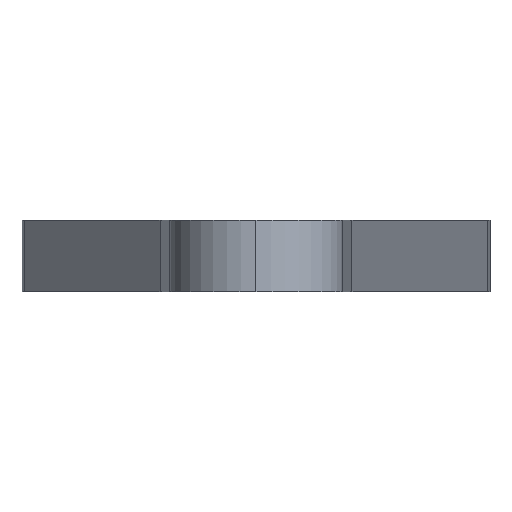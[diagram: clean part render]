
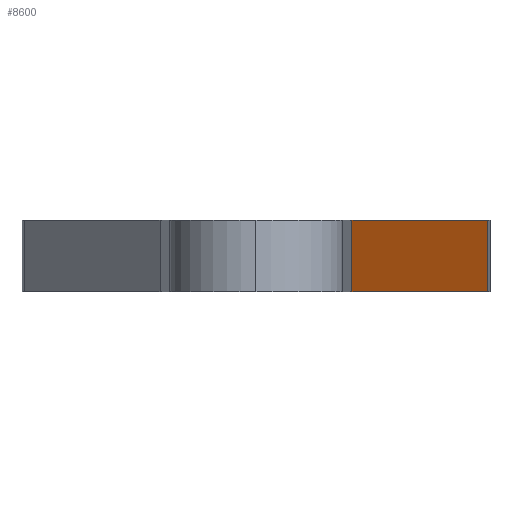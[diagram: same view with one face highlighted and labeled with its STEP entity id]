
A CAD part, left-side view. The second image highlights one B-rep face of the part: STEP entity #8600.
In plain terms, the highlighted planar face has unit normal (-0.14, -0.99, 0).
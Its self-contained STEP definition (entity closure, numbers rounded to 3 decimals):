
#159 = CARTESIAN_POINT ( 'NONE',  ( 76.051, -8.074, -6. ) ) ;
#295 = EDGE_CURVE ( 'NONE', #3228, #1356, #6295, .T. ) ;
#468 = CARTESIAN_POINT ( 'NONE',  ( 0.373, 2.637, 0. ) ) ;
#1143 = VECTOR ( 'NONE', #7652, 1000. ) ;
#1243 = EDGE_CURVE ( 'NONE', #8920, #8550, #9409, .T. ) ;
#1248 = DIRECTION ( 'NONE',  ( -0.99, 0.14, 0. ) ) ;
#1356 = VERTEX_POINT ( 'NONE', #9611 ) ;
#2291 = CARTESIAN_POINT ( 'NONE',  ( 0.373, 2.637, -6. ) ) ;
#2296 = EDGE_CURVE ( 'NONE', #3228, #8920, #3239, .T. ) ;
#2676 = ORIENTED_EDGE ( 'NONE', *, *, #295, .F. ) ;
#3228 = VERTEX_POINT ( 'NONE', #159 ) ;
#3239 = LINE ( 'NONE', #2291, #9324 ) ;
#3271 = EDGE_LOOP ( 'NONE', ( #6549, #2676, #5138, #4378 ) ) ;
#3360 = EDGE_CURVE ( 'NONE', #1356, #8550, #6917, .T. ) ;
#4378 = ORIENTED_EDGE ( 'NONE', *, *, #1243, .T. ) ;
#4384 = CARTESIAN_POINT ( 'NONE',  ( 0.373, 2.637, -6. ) ) ;
#4487 = PLANE ( 'NONE',  #7394 ) ;
#4758 = VECTOR ( 'NONE', #7627, 1000. ) ;
#5138 = ORIENTED_EDGE ( 'NONE', *, *, #2296, .T. ) ;
#6011 = CARTESIAN_POINT ( 'NONE',  ( 156.751, -19.496, 0. ) ) ;
#6280 = DIRECTION ( 'NONE',  ( 0.99, -0.14, 0. ) ) ;
#6295 = LINE ( 'NONE', #9401, #6416 ) ;
#6416 = VECTOR ( 'NONE', #8654, 1000. ) ;
#6549 = ORIENTED_EDGE ( 'NONE', *, *, #3360, .F. ) ;
#6917 = LINE ( 'NONE', #468, #1143 ) ;
#6951 = DIRECTION ( 'NONE',  ( 0.14, 0.99, 0. ) ) ;
#7394 = AXIS2_PLACEMENT_3D ( 'NONE', #4384, #6951, #1248 ) ;
#7509 = CARTESIAN_POINT ( 'NONE',  ( 156.751, -19.496, -6. ) ) ;
#7627 = DIRECTION ( 'NONE',  ( 0., 0., 1. ) ) ;
#7652 = DIRECTION ( 'NONE',  ( 0.99, -0.14, 0. ) ) ;
#8458 = CARTESIAN_POINT ( 'NONE',  ( 156.751, -19.496, -6. ) ) ;
#8522 = FACE_OUTER_BOUND ( 'NONE', #3271, .T. ) ;
#8550 = VERTEX_POINT ( 'NONE', #6011 ) ;
#8600 = ADVANCED_FACE ( 'NONE', ( #8522 ), #4487, .F. ) ;
#8654 = DIRECTION ( 'NONE',  ( 0., 0., 1. ) ) ;
#8920 = VERTEX_POINT ( 'NONE', #7509 ) ;
#9324 = VECTOR ( 'NONE', #6280, 1000. ) ;
#9401 = CARTESIAN_POINT ( 'NONE',  ( 76.051, -8.074, -6. ) ) ;
#9409 = LINE ( 'NONE', #8458, #4758 ) ;
#9611 = CARTESIAN_POINT ( 'NONE',  ( 76.051, -8.074, 0. ) ) ;
